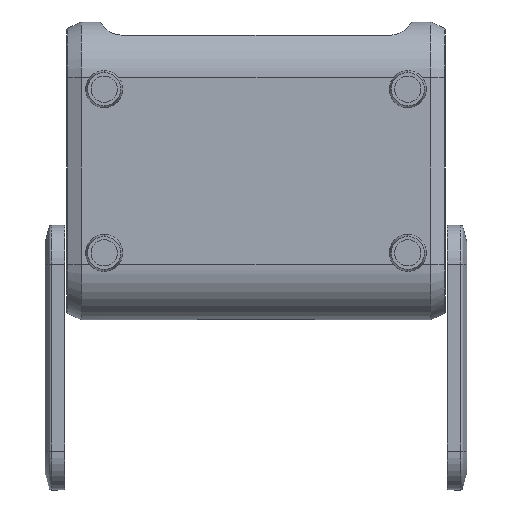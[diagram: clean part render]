
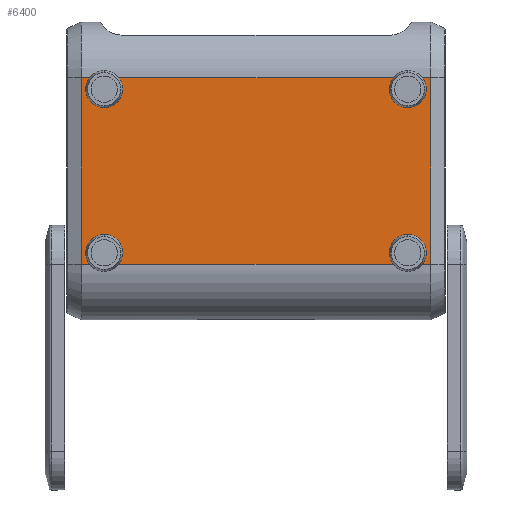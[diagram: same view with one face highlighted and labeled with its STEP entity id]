
A CAD part, front view. The second image highlights one B-rep face of the part: STEP entity #6400.
In plain terms, the highlighted planar face has unit normal (0, -1, 0).
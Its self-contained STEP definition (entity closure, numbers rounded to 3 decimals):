
#59 = VERTEX_POINT ( 'NONE', #9576 ) ;
#70 = EDGE_CURVE ( 'NONE', #2271, #7532, #3071, .T. ) ;
#129 = EDGE_CURVE ( 'NONE', #5536, #4142, #1037, .T. ) ;
#179 = CARTESIAN_POINT ( 'NONE',  ( 46.35, -17., -25. ) ) ;
#273 = CARTESIAN_POINT ( 'NONE',  ( 41.915, -17., -28.5 ) ) ;
#422 = DIRECTION ( 'NONE',  ( 0., 0., -1. ) ) ;
#601 = VERTEX_POINT ( 'NONE', #1493 ) ;
#754 = ORIENTED_EDGE ( 'NONE', *, *, #10655, .F. ) ;
#872 = ORIENTED_EDGE ( 'NONE', *, *, #5298, .F. ) ;
#886 = DIRECTION ( 'NONE',  ( -1., 0., 0. ) ) ;
#976 = DIRECTION ( 'NONE',  ( -1., 0., 0. ) ) ;
#1007 = CARTESIAN_POINT ( 'NONE',  ( 46.35, -17., -25. ) ) ;
#1037 = LINE ( 'NONE', #1997, #6699 ) ;
#1132 = ORIENTED_EDGE ( 'NONE', *, *, #7307, .F. ) ;
#1165 = CARTESIAN_POINT ( 'NONE',  ( 53.3, -17., 28.5 ) ) ;
#1284 = EDGE_CURVE ( 'NONE', #9679, #2782, #2492, .T. ) ;
#1475 = ORIENTED_EDGE ( 'NONE', *, *, #10657, .F. ) ;
#1493 = CARTESIAN_POINT ( 'NONE',  ( 50.785, -17., -28.5 ) ) ;
#1624 = VERTEX_POINT ( 'NONE', #5268 ) ;
#1644 = CARTESIAN_POINT ( 'NONE',  ( 57.8, -17., 28.5 ) ) ;
#1766 = VERTEX_POINT ( 'NONE', #8312 ) ;
#1795 = CARTESIAN_POINT ( 'NONE',  ( 46.35, -17., 25. ) ) ;
#1854 = VERTEX_POINT ( 'NONE', #1955 ) ;
#1906 = LINE ( 'NONE', #9533, #3198 ) ;
#1908 = DIRECTION ( 'NONE',  ( 0., 0., -1. ) ) ;
#1911 = CARTESIAN_POINT ( 'NONE',  ( 50.785, -17., 28.5 ) ) ;
#1929 = DIRECTION ( 'NONE',  ( 0., 1., 0. ) ) ;
#1955 = CARTESIAN_POINT ( 'NONE',  ( 41.915, -17., 28.5 ) ) ;
#1963 = AXIS2_PLACEMENT_3D ( 'NONE', #1795, #5149, #1908 ) ;
#1997 = CARTESIAN_POINT ( 'NONE',  ( 57.8, -17., 28.5 ) ) ;
#2123 = ORIENTED_EDGE ( 'NONE', *, *, #2883, .F. ) ;
#2192 = CARTESIAN_POINT ( 'NONE',  ( -53.3, -17., 28.5 ) ) ;
#2271 = VERTEX_POINT ( 'NONE', #6410 ) ;
#2272 = CARTESIAN_POINT ( 'NONE',  ( 57.8, -17., 28.5 ) ) ;
#2378 = DIRECTION ( 'NONE',  ( -1., 0., 0. ) ) ;
#2441 = CIRCLE ( 'NONE', #8619, 5.65 ) ;
#2485 = CARTESIAN_POINT ( 'NONE',  ( -53.3, -17., 28.5 ) ) ;
#2492 = LINE ( 'NONE', #1644, #9206 ) ;
#2621 = CIRCLE ( 'NONE', #8980, 5.65 ) ;
#2649 = DIRECTION ( 'NONE',  ( -1., 0., 0. ) ) ;
#2782 = VERTEX_POINT ( 'NONE', #2485 ) ;
#2883 = EDGE_CURVE ( 'NONE', #7658, #4171, #1906, .T. ) ;
#3005 = EDGE_CURVE ( 'NONE', #1854, #1624, #3737, .T. ) ;
#3019 = DIRECTION ( 'NONE',  ( -1., 0., 0. ) ) ;
#3071 = CIRCLE ( 'NONE', #10180, 5.65 ) ;
#3106 = ORIENTED_EDGE ( 'NONE', *, *, #4604, .F. ) ;
#3198 = VECTOR ( 'NONE', #2649, 1000. ) ;
#3302 = DIRECTION ( 'NONE',  ( -1., 0., 0. ) ) ;
#3492 = ORIENTED_EDGE ( 'NONE', *, *, #10447, .T. ) ;
#3496 = LINE ( 'NONE', #6960, #8865 ) ;
#3523 = AXIS2_PLACEMENT_3D ( 'NONE', #3943, #9351, #11039 ) ;
#3737 = CIRCLE ( 'NONE', #7012, 5.65 ) ;
#3943 = CARTESIAN_POINT ( 'NONE',  ( -46.35, -17., 25. ) ) ;
#4142 = VERTEX_POINT ( 'NONE', #1911 ) ;
#4171 = VERTEX_POINT ( 'NONE', #4700 ) ;
#4172 = EDGE_CURVE ( 'NONE', #59, #5536, #8215, .T. ) ;
#4480 = DIRECTION ( 'NONE',  ( 0., 0., -1. ) ) ;
#4604 = EDGE_CURVE ( 'NONE', #9838, #4961, #2621, .T. ) ;
#4700 = CARTESIAN_POINT ( 'NONE',  ( -53.3, -17., -28.5 ) ) ;
#4961 = VERTEX_POINT ( 'NONE', #11202 ) ;
#4987 = VECTOR ( 'NONE', #8166, 1000. ) ;
#5149 = DIRECTION ( 'NONE',  ( 0., -1., 0. ) ) ;
#5159 = VECTOR ( 'NONE', #422, 1000. ) ;
#5184 = AXIS2_PLACEMENT_3D ( 'NONE', #10509, #1929, #9030 ) ;
#5268 = CARTESIAN_POINT ( 'NONE',  ( 46.35, -17., 19.35 ) ) ;
#5298 = EDGE_CURVE ( 'NONE', #601, #2271, #5335, .T. ) ;
#5305 = CARTESIAN_POINT ( 'NONE',  ( -41.915, -17., -28.5 ) ) ;
#5335 = CIRCLE ( 'NONE', #7151, 5.65 ) ;
#5360 = EDGE_CURVE ( 'NONE', #2782, #4171, #10761, .T. ) ;
#5536 = VERTEX_POINT ( 'NONE', #6625 ) ;
#5597 = ORIENTED_EDGE ( 'NONE', *, *, #1284, .T. ) ;
#5659 = ORIENTED_EDGE ( 'NONE', *, *, #5360, .T. ) ;
#5683 = ORIENTED_EDGE ( 'NONE', *, *, #3005, .F. ) ;
#5689 = VECTOR ( 'NONE', #3302, 1000. ) ;
#5802 = LINE ( 'NONE', #6757, #5689 ) ;
#5862 = DIRECTION ( 'NONE',  ( 0., -1., 0. ) ) ;
#5923 = EDGE_CURVE ( 'NONE', #4961, #7658, #7707, .T. ) ;
#6204 = DIRECTION ( 'NONE',  ( 0., 0., -1. ) ) ;
#6250 = AXIS2_PLACEMENT_3D ( 'NONE', #7461, #5862, #8319 ) ;
#6356 = CARTESIAN_POINT ( 'NONE',  ( -50.785, -17., -28.5 ) ) ;
#6357 = FACE_OUTER_BOUND ( 'NONE', #9692, .T. ) ;
#6400 = ADVANCED_FACE ( 'NONE', ( #6357 ), #9833, .F. ) ;
#6410 = CARTESIAN_POINT ( 'NONE',  ( 46.35, -17., -19.35 ) ) ;
#6450 = DIRECTION ( 'NONE',  ( 0., -1., 0. ) ) ;
#6610 = CARTESIAN_POINT ( 'NONE',  ( -50.785, -17., 28.5 ) ) ;
#6625 = CARTESIAN_POINT ( 'NONE',  ( 53.3, -17., 28.5 ) ) ;
#6699 = VECTOR ( 'NONE', #976, 1000. ) ;
#6719 = ORIENTED_EDGE ( 'NONE', *, *, #8147, .F. ) ;
#6757 = CARTESIAN_POINT ( 'NONE',  ( 57.8, -17., -28.5 ) ) ;
#6960 = CARTESIAN_POINT ( 'NONE',  ( 57.8, -17., -28.5 ) ) ;
#6973 = CIRCLE ( 'NONE', #3523, 5.65 ) ;
#7012 = AXIS2_PLACEMENT_3D ( 'NONE', #10708, #6450, #9762 ) ;
#7151 = AXIS2_PLACEMENT_3D ( 'NONE', #1007, #7825, #4480 ) ;
#7181 = ORIENTED_EDGE ( 'NONE', *, *, #129, .T. ) ;
#7307 = EDGE_CURVE ( 'NONE', #59, #601, #5802, .T. ) ;
#7392 = LINE ( 'NONE', #2272, #9429 ) ;
#7461 = CARTESIAN_POINT ( 'NONE',  ( -46.35, -17., -25. ) ) ;
#7532 = VERTEX_POINT ( 'NONE', #273 ) ;
#7658 = VERTEX_POINT ( 'NONE', #6356 ) ;
#7707 = CIRCLE ( 'NONE', #6250, 5.65 ) ;
#7825 = DIRECTION ( 'NONE',  ( 0., -1., 0. ) ) ;
#8147 = EDGE_CURVE ( 'NONE', #8990, #1766, #2441, .T. ) ;
#8166 = DIRECTION ( 'NONE',  ( 0., 0., 1. ) ) ;
#8200 = DIRECTION ( 'NONE',  ( 0., -1., 0. ) ) ;
#8215 = LINE ( 'NONE', #1165, #4987 ) ;
#8312 = CARTESIAN_POINT ( 'NONE',  ( -41.915, -17., 28.5 ) ) ;
#8319 = DIRECTION ( 'NONE',  ( 0., 0., -1. ) ) ;
#8619 = AXIS2_PLACEMENT_3D ( 'NONE', #10939, #9990, #11101 ) ;
#8630 = CARTESIAN_POINT ( 'NONE',  ( -46.35, -17., 19.35 ) ) ;
#8865 = VECTOR ( 'NONE', #886, 1000. ) ;
#8980 = AXIS2_PLACEMENT_3D ( 'NONE', #9750, #8200, #9915 ) ;
#8990 = VERTEX_POINT ( 'NONE', #8630 ) ;
#9030 = DIRECTION ( 'NONE',  ( 0., 0., 1. ) ) ;
#9206 = VECTOR ( 'NONE', #2378, 1000. ) ;
#9227 = CIRCLE ( 'NONE', #1963, 5.65 ) ;
#9348 = ORIENTED_EDGE ( 'NONE', *, *, #70, .F. ) ;
#9351 = DIRECTION ( 'NONE',  ( 0., -1., 0. ) ) ;
#9429 = VECTOR ( 'NONE', #3019, 1000. ) ;
#9533 = CARTESIAN_POINT ( 'NONE',  ( 57.8, -17., -28.5 ) ) ;
#9576 = CARTESIAN_POINT ( 'NONE',  ( 53.3, -17., -28.5 ) ) ;
#9679 = VERTEX_POINT ( 'NONE', #6610 ) ;
#9686 = EDGE_CURVE ( 'NONE', #9679, #8990, #6973, .T. ) ;
#9692 = EDGE_LOOP ( 'NONE', ( #754, #9348, #872, #1132, #9943, #7181, #1475, #5683, #3492, #6719, #9916, #5597, #5659, #2123, #11037, #3106 ) ) ;
#9750 = CARTESIAN_POINT ( 'NONE',  ( -46.35, -17., -25. ) ) ;
#9762 = DIRECTION ( 'NONE',  ( 0., 0., -1. ) ) ;
#9833 = PLANE ( 'NONE',  #5184 ) ;
#9838 = VERTEX_POINT ( 'NONE', #5305 ) ;
#9915 = DIRECTION ( 'NONE',  ( 0., 0., -1. ) ) ;
#9916 = ORIENTED_EDGE ( 'NONE', *, *, #9686, .F. ) ;
#9943 = ORIENTED_EDGE ( 'NONE', *, *, #4172, .T. ) ;
#9990 = DIRECTION ( 'NONE',  ( 0., -1., 0. ) ) ;
#10180 = AXIS2_PLACEMENT_3D ( 'NONE', #179, #10473, #6204 ) ;
#10447 = EDGE_CURVE ( 'NONE', #1854, #1766, #7392, .T. ) ;
#10473 = DIRECTION ( 'NONE',  ( 0., -1., 0. ) ) ;
#10509 = CARTESIAN_POINT ( 'NONE',  ( 57.8, -17., 28.5 ) ) ;
#10655 = EDGE_CURVE ( 'NONE', #7532, #9838, #3496, .T. ) ;
#10657 = EDGE_CURVE ( 'NONE', #1624, #4142, #9227, .T. ) ;
#10708 = CARTESIAN_POINT ( 'NONE',  ( 46.35, -17., 25. ) ) ;
#10761 = LINE ( 'NONE', #2192, #5159 ) ;
#10939 = CARTESIAN_POINT ( 'NONE',  ( -46.35, -17., 25. ) ) ;
#11037 = ORIENTED_EDGE ( 'NONE', *, *, #5923, .F. ) ;
#11039 = DIRECTION ( 'NONE',  ( 0., 0., -1. ) ) ;
#11101 = DIRECTION ( 'NONE',  ( 0., 0., -1. ) ) ;
#11202 = CARTESIAN_POINT ( 'NONE',  ( -46.35, -17., -19.35 ) ) ;
